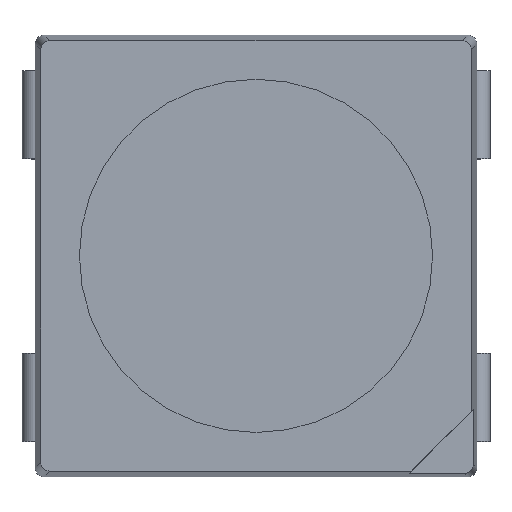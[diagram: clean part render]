
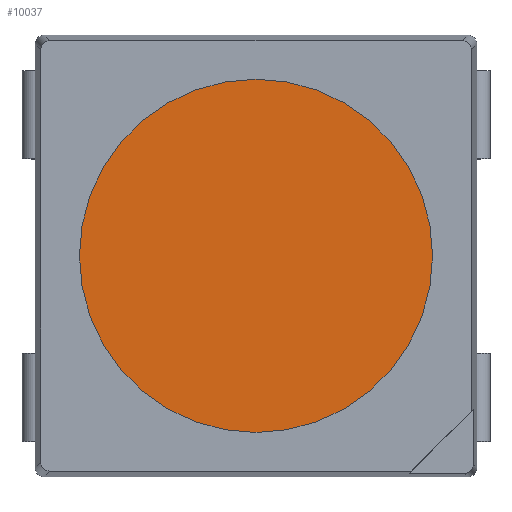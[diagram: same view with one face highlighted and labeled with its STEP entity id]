
A CAD part, top view. The second image highlights one B-rep face of the part: STEP entity #10037.
In plain terms, the highlighted planar face has unit normal (0, 0, 1).
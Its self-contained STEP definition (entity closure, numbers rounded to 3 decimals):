
#376 = EDGE_LOOP ( 'NONE', ( #12980, #6820 ) ) ;
#636 = CARTESIAN_POINT ( 'NONE',  ( 0., 0., 0.73 ) ) ;
#3376 = DIRECTION ( 'NONE',  ( 1., 0., 0. ) ) ;
#4165 = AXIS2_PLACEMENT_3D ( 'NONE', #636, #11842, #12019 ) ;
#4177 = CIRCLE ( 'NONE', #4165, 2. ) ;
#6820 = ORIENTED_EDGE ( 'NONE', *, *, #8045, .T. ) ;
#7819 = CARTESIAN_POINT ( 'NONE',  ( 0., 0., 0.73 ) ) ;
#8045 = EDGE_CURVE ( 'NONE', #9818, #16756, #18388, .T. ) ;
#9313 = DIRECTION ( 'NONE',  ( 1., 0., 0. ) ) ;
#9818 = VERTEX_POINT ( 'NONE', #15309 ) ;
#10037 = ADVANCED_FACE ( 'NONE', ( #17633 ), #11762, .T. ) ;
#10443 = DIRECTION ( 'NONE',  ( 0., 0., 1. ) ) ;
#11762 = PLANE ( 'NONE',  #16402 ) ;
#11842 = DIRECTION ( 'NONE',  ( 0., 0., 1. ) ) ;
#12019 = DIRECTION ( 'NONE',  ( 1., 0., 0. ) ) ;
#12980 = ORIENTED_EDGE ( 'NONE', *, *, #14126, .T. ) ;
#13523 = DIRECTION ( 'NONE',  ( 0., 0., 1. ) ) ;
#14126 = EDGE_CURVE ( 'NONE', #16756, #9818, #4177, .T. ) ;
#15309 = CARTESIAN_POINT ( 'NONE',  ( -2., 0., 0.73 ) ) ;
#15741 = CARTESIAN_POINT ( 'NONE',  ( 2., 0., 0.73 ) ) ;
#16402 = AXIS2_PLACEMENT_3D ( 'NONE', #17541, #10443, #3376 ) ;
#16756 = VERTEX_POINT ( 'NONE', #15741 ) ;
#16892 = AXIS2_PLACEMENT_3D ( 'NONE', #7819, #13523, #9313 ) ;
#17541 = CARTESIAN_POINT ( 'NONE',  ( 0., 0., 0.73 ) ) ;
#17633 = FACE_OUTER_BOUND ( 'NONE', #376, .T. ) ;
#18388 = CIRCLE ( 'NONE', #16892, 2. ) ;
